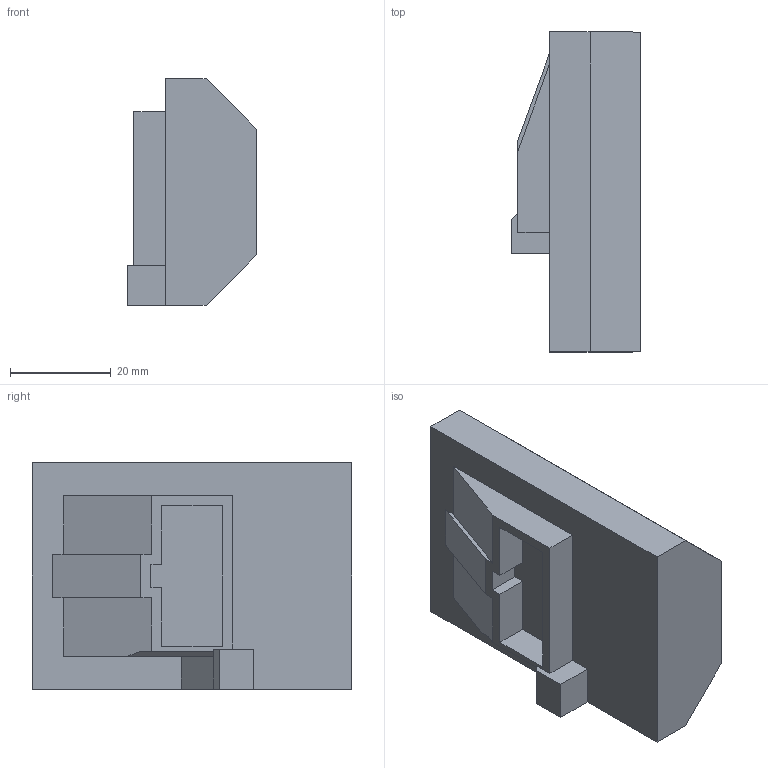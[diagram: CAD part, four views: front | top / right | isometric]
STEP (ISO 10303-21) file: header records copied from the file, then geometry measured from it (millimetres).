
FILE_DESCRIPTION (( 'STEP AP203' ), '1' );
FILE_NAME ('Apollo BVM - Bumper.STEP', '2020-04-07T22:15:58', ( '' ), ( '' ), 'SwSTEP 2.0', 'SolidWorks 2019', '' );
FILE_SCHEMA (( 'CONFIG_CONTROL_DESIGN' ));
Length unit declared in the file: inch
Products named in the file (1): Apollo BVM - Bumper
Bounding box: 25.57 x 63.5 x 45 mm (x, y, z)
Volume: 48582.6 mm3; surface area: 9931.8 mm2
Topology: 1 solids, 1 shells, 35 faces, 93 edges, 61 vertices
Faces by surface type: plane 35
Entity records: 1142 total; most frequent: CARTESIAN_POINT 190, ORIENTED_EDGE 186, DIRECTION 165, LINE 93, EDGE_CURVE 93, VECTOR 93, VERTEX_POINT 61, AXIS2_PLACEMENT_3D 36
